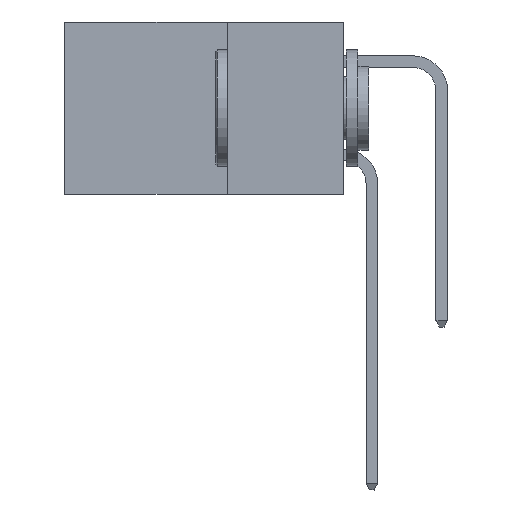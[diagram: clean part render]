
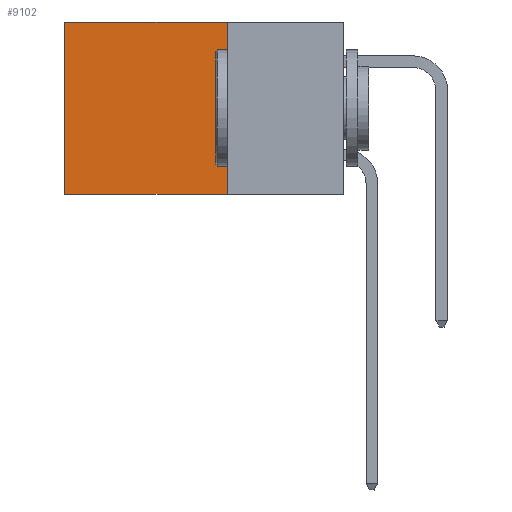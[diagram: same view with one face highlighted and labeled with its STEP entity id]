
A CAD part, left-side view. The second image highlights one B-rep face of the part: STEP entity #9102.
In plain terms, the highlighted planar face has unit normal (-1, 0, 0).
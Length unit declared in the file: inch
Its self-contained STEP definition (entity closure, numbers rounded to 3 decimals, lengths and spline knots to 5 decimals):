
#64 = CARTESIAN_POINT ( 'NONE',  ( 0.2615, 0.6, -0.37 ) ) ;
#552 = PLANE ( 'NONE',  #4687 ) ;
#818 = CARTESIAN_POINT ( 'NONE',  ( 0.2615, 0.25, -0.37 ) ) ;
#1231 = LINE ( 'NONE', #64, #5562 ) ;
#1404 = LINE ( 'NONE', #14046, #7756 ) ;
#2331 = VECTOR ( 'NONE', #5956, 39.37008 ) ;
#2571 = EDGE_CURVE ( 'NONE', #9906, #2808, #1404, .T. ) ;
#2808 = VERTEX_POINT ( 'NONE', #8700 ) ;
#4349 = CARTESIAN_POINT ( 'NONE',  ( 0.2615, 0.25, -0.37 ) ) ;
#4522 = LINE ( 'NONE', #818, #2331 ) ;
#4687 = AXIS2_PLACEMENT_3D ( 'NONE', #12156, #7045, #11077 ) ;
#5187 = DIRECTION ( 'NONE',  ( 0., 0., -1. ) ) ;
#5562 = VECTOR ( 'NONE', #5187, 39.37008 ) ;
#5662 = ORIENTED_EDGE ( 'NONE', *, *, #9741, .F. ) ;
#5865 = EDGE_LOOP ( 'NONE', ( #8851, #5662, #8232, #6948 ) ) ;
#5946 = FACE_OUTER_BOUND ( 'NONE', #5865, .T. ) ;
#5956 = DIRECTION ( 'NONE',  ( 0., 0., -1. ) ) ;
#6948 = ORIENTED_EDGE ( 'NONE', *, *, #2571, .T. ) ;
#7045 = DIRECTION ( 'NONE',  ( 1., 0., 0. ) ) ;
#7756 = VECTOR ( 'NONE', #8742, 39.37008 ) ;
#8079 = CARTESIAN_POINT ( 'NONE',  ( 0.2615, 0.25, 0. ) ) ;
#8232 = ORIENTED_EDGE ( 'NONE', *, *, #14681, .F. ) ;
#8700 = CARTESIAN_POINT ( 'NONE',  ( 0.2615, 0.6, 0. ) ) ;
#8742 = DIRECTION ( 'NONE',  ( 0., 1., 0. ) ) ;
#8851 = ORIENTED_EDGE ( 'NONE', *, *, #14419, .T. ) ;
#9102 = ADVANCED_FACE ( 'NONE', ( #5946 ), #552, .F. ) ;
#9741 = EDGE_CURVE ( 'NONE', #10384, #14019, #13983, .T. ) ;
#9906 = VERTEX_POINT ( 'NONE', #8079 ) ;
#10228 = VECTOR ( 'NONE', #10261, 39.37008 ) ;
#10261 = DIRECTION ( 'NONE',  ( 0., 1., 0. ) ) ;
#10384 = VERTEX_POINT ( 'NONE', #4349 ) ;
#10774 = CARTESIAN_POINT ( 'NONE',  ( 0.2615, 0.6, -0.37 ) ) ;
#11077 = DIRECTION ( 'NONE',  ( 0., 0., -1. ) ) ;
#12156 = CARTESIAN_POINT ( 'NONE',  ( 0.2615, 0.25, -0.37 ) ) ;
#13983 = LINE ( 'NONE', #15330, #10228 ) ;
#14019 = VERTEX_POINT ( 'NONE', #10774 ) ;
#14046 = CARTESIAN_POINT ( 'NONE',  ( 0.2615, 0.25, 0. ) ) ;
#14419 = EDGE_CURVE ( 'NONE', #2808, #14019, #1231, .T. ) ;
#14681 = EDGE_CURVE ( 'NONE', #9906, #10384, #4522, .T. ) ;
#15330 = CARTESIAN_POINT ( 'NONE',  ( 0.2615, 0.25, -0.37 ) ) ;
